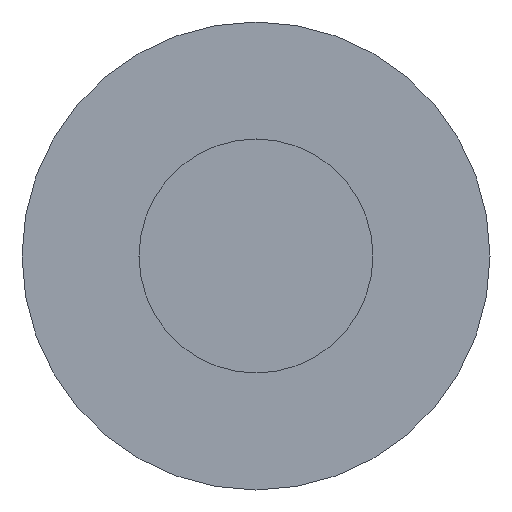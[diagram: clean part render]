
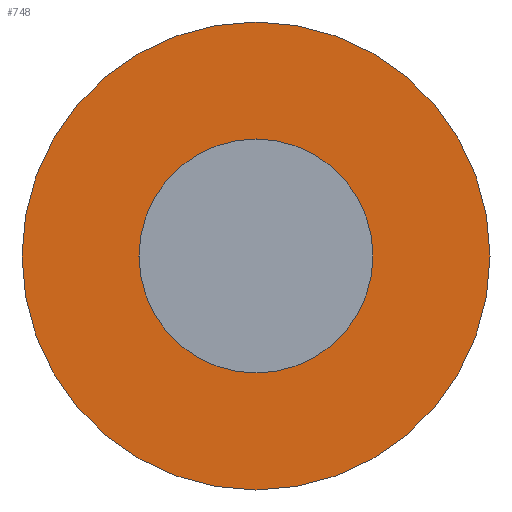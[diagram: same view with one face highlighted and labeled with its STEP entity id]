
A CAD part, left-side view. The second image highlights one B-rep face of the part: STEP entity #748.
In plain terms, the highlighted planar face has unit normal (-1, 0, 0).
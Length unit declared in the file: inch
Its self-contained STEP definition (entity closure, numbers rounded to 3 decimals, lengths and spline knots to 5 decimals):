
#34 = CARTESIAN_POINT ( 'NONE',  ( 1.25, 0., 2. ) ) ;
#152 = CARTESIAN_POINT ( 'NONE',  ( 1.25, 0., 0. ) ) ;
#165 = EDGE_CURVE ( 'NONE', #1120, #1897, #716, .T. ) ;
#179 = CARTESIAN_POINT ( 'NONE',  ( 1.25, 0., -2. ) ) ;
#293 = CARTESIAN_POINT ( 'NONE',  ( 1.25, 0., 0. ) ) ;
#400 = ORIENTED_EDGE ( 'NONE', *, *, #3462, .T. ) ;
#489 = DIRECTION ( 'NONE',  ( -1., 0., 0. ) ) ;
#659 = AXIS2_PLACEMENT_3D ( 'NONE', #2735, #489, #2423 ) ;
#701 = DIRECTION ( 'NONE',  ( -1., 0., 0. ) ) ;
#714 = AXIS2_PLACEMENT_3D ( 'NONE', #152, #701, #2448 ) ;
#716 = CIRCLE ( 'NONE', #1209, 2. ) ;
#748 = ADVANCED_FACE ( 'NONE', ( #1639, #2393 ), #1132, .F. ) ;
#839 = CIRCLE ( 'NONE', #714, 4. ) ;
#1120 = VERTEX_POINT ( 'NONE', #179 ) ;
#1132 = PLANE ( 'NONE',  #3216 ) ;
#1209 = AXIS2_PLACEMENT_3D ( 'NONE', #1691, #2850, #1406 ) ;
#1366 = VERTEX_POINT ( 'NONE', #2148 ) ;
#1406 = DIRECTION ( 'NONE',  ( 0., 0., -1. ) ) ;
#1639 = FACE_BOUND ( 'NONE', #3736, .T. ) ;
#1691 = CARTESIAN_POINT ( 'NONE',  ( 1.25, 0., 0. ) ) ;
#1897 = VERTEX_POINT ( 'NONE', #34 ) ;
#1920 = DIRECTION ( 'NONE',  ( 1., 0., 0. ) ) ;
#2148 = CARTESIAN_POINT ( 'NONE',  ( 1.25, 0., 4. ) ) ;
#2272 = CIRCLE ( 'NONE', #659, 4. ) ;
#2304 = DIRECTION ( 'NONE',  ( 0., 0., -1. ) ) ;
#2393 = FACE_OUTER_BOUND ( 'NONE', #2451, .T. ) ;
#2423 = DIRECTION ( 'NONE',  ( 0., 0., 1. ) ) ;
#2448 = DIRECTION ( 'NONE',  ( 0., 0., 1. ) ) ;
#2451 = EDGE_LOOP ( 'NONE', ( #3212, #3702 ) ) ;
#2735 = CARTESIAN_POINT ( 'NONE',  ( 1.25, 0., 0. ) ) ;
#2834 = AXIS2_PLACEMENT_3D ( 'NONE', #293, #3436, #2304 ) ;
#2850 = DIRECTION ( 'NONE',  ( 1., 0., 0. ) ) ;
#2902 = ORIENTED_EDGE ( 'NONE', *, *, #165, .T. ) ;
#3036 = VERTEX_POINT ( 'NONE', #3303 ) ;
#3095 = EDGE_CURVE ( 'NONE', #3036, #1366, #2272, .T. ) ;
#3109 = CARTESIAN_POINT ( 'NONE',  ( 1.25, 2., 0. ) ) ;
#3212 = ORIENTED_EDGE ( 'NONE', *, *, #3691, .T. ) ;
#3216 = AXIS2_PLACEMENT_3D ( 'NONE', #3109, #1920, #3363 ) ;
#3303 = CARTESIAN_POINT ( 'NONE',  ( 1.25, 0., -4. ) ) ;
#3363 = DIRECTION ( 'NONE',  ( 0., 0., -1. ) ) ;
#3436 = DIRECTION ( 'NONE',  ( 1., 0., 0. ) ) ;
#3462 = EDGE_CURVE ( 'NONE', #1897, #1120, #3685, .T. ) ;
#3685 = CIRCLE ( 'NONE', #2834, 2. ) ;
#3691 = EDGE_CURVE ( 'NONE', #1366, #3036, #839, .T. ) ;
#3702 = ORIENTED_EDGE ( 'NONE', *, *, #3095, .T. ) ;
#3736 = EDGE_LOOP ( 'NONE', ( #400, #2902 ) ) ;
